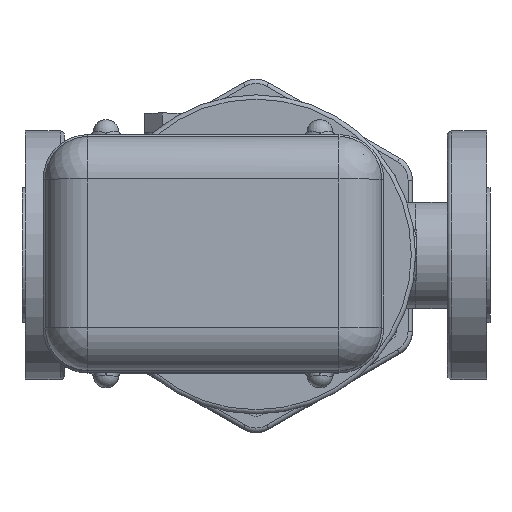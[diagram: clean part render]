
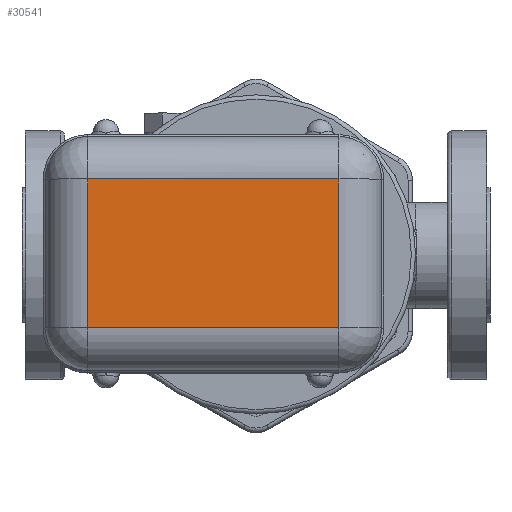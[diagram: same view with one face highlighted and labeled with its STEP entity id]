
A CAD part, top view. The second image highlights one B-rep face of the part: STEP entity #30541.
In plain terms, the highlighted planar face has unit normal (0, 0, 1).
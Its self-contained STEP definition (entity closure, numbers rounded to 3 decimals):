
#30236=CARTESIAN_POINT('',(39.,-35.,527.));
#30237=VERTEX_POINT('',#30236);
#30245=CARTESIAN_POINT('',(-79.,-35.,527.));
#30246=VERTEX_POINT('',#30245);
#30247=CARTESIAN_POINT('',(39.,-35.,527.));
#30248=DIRECTION('',(-1.0,0.0,0.0));
#30249=VECTOR('',#30248,118.);
#30250=LINE('',#30247,#30249);
#30251=EDGE_CURVE('',#30237,#30246,#30250,.T.);
#30285=CARTESIAN_POINT('',(-79.,35.,527.));
#30286=VERTEX_POINT('',#30285);
#30287=CARTESIAN_POINT('',(-79.0,-35.,527.));
#30288=DIRECTION('',(0.0,1.0,0.0));
#30289=VECTOR('',#30288,70.);
#30290=LINE('',#30287,#30289);
#30291=EDGE_CURVE('',#30246,#30286,#30290,.T.);
#30342=CARTESIAN_POINT('',(39.,35.,527.));
#30343=VERTEX_POINT('',#30342);
#30344=CARTESIAN_POINT('',(-79.,35.,527.));
#30345=DIRECTION('',(1.0,0.0,0.0));
#30346=VECTOR('',#30345,118.);
#30347=LINE('',#30344,#30346);
#30348=EDGE_CURVE('',#30286,#30343,#30347,.T.);
#30399=CARTESIAN_POINT('',(39.,35.,527.));
#30400=DIRECTION('',(0.0,-1.0,0.0));
#30401=VECTOR('',#30400,70.);
#30402=LINE('',#30399,#30401);
#30403=EDGE_CURVE('',#30343,#30237,#30402,.T.);
#30530=CARTESIAN_POINT('',(-20.,0.,527.));
#30531=DIRECTION('',(0.0,0.0,1.0));
#30532=DIRECTION('',(1.0,0.0,0.0));
#30533=AXIS2_PLACEMENT_3D('',#30530,#30531,#30532);
#30534=PLANE('',#30533);
#30535=ORIENTED_EDGE('',*,*,#30251,.F.);
#30536=ORIENTED_EDGE('',*,*,#30403,.F.);
#30537=ORIENTED_EDGE('',*,*,#30348,.F.);
#30538=ORIENTED_EDGE('',*,*,#30291,.F.);
#30539=EDGE_LOOP('',(#30535,#30536,#30537,#30538));
#30540=FACE_OUTER_BOUND('',#30539,.T.);
#30541=ADVANCED_FACE('',(#30540),#30534,.T.);
